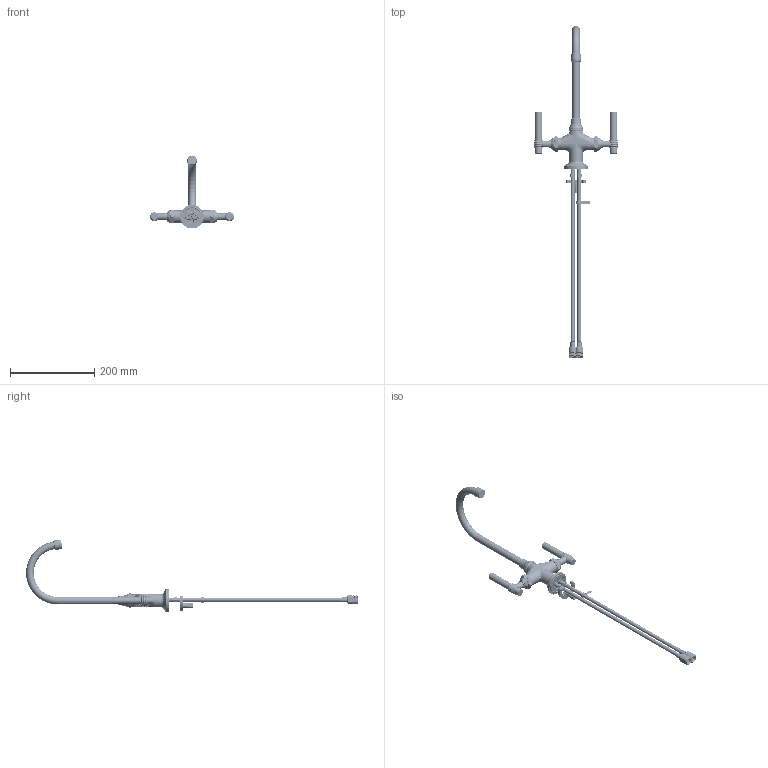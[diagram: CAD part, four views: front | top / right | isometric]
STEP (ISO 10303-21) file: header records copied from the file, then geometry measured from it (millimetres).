
FILE_DESCRIPTION((''),'2;1');
FILE_NAME('9081_ASM','2010-10-20T',('project'),(''),'PRO/ENGINEER BY PARAMETRIC TECHNOLOGY CORPORATION, 2009300','PRO/ENGINEER BY PARAMETRIC TECHNOLOGY CORPORATION, 2009300','');
FILE_SCHEMA(('CONFIG_CONTROL_DESIGN'));
Length unit declared in the file: inch
Products named in the file (30): 10230; 1-204; 1-205; 10515; 91226; 10514; 91063; 10516; 11292; 2-239_ASM; 10065; 10068; 11648; 11528; 91040; 2-634_ASM; 91016; 91027; 2-132_ASM; 10517; 10098; 91019; 10096; 92012; 92000; 10097; 2-103C_ASM; 2-103H_ASM; 98037_10020_HOSE; 9081_ASM
Assembly tree (42 placements, depth 4):
  9081_ASM
    2-239_ASM
      10230
      1-204
      1-205
      10515
      91226
      10514
      91063
      10516
      11292  x2
    2-132_ASM
      10065
      10068
      2-634_ASM
        11648
        11528
        91040
      91016
      91027  x2
    10517  x2
    2-103C_ASM
      10098
      91019  x2
      10096
      92012
      92000  x2
      10097
    2-103H_ASM
      10098
      92000  x2
      92012
      91019  x2
      10096
      10097
    98037_10020_HOSE
Bounding box: 198.88 x 786.38 x 172.68 mm (x, y, z)
Volume: 279651.4 mm3; surface area: 260122.5 mm2
Topology: 37 solids, 72 shells, 3558 faces, 9485 edges, 6132 vertices
Faces by surface type: cylinder 1186, plane 984, bspline 559, extrusion 366, cone 235, torus 228
Entity records: 168738 total; most frequent: CARTESIAN_POINT 102172, ORIENTED_EDGE 14984, DIRECTION 11224, EDGE_CURVE 7590, VERTEX_POINT 4910, AXIS2_PLACEMENT_3D 3824, VECTOR 3576, LINE 3210
